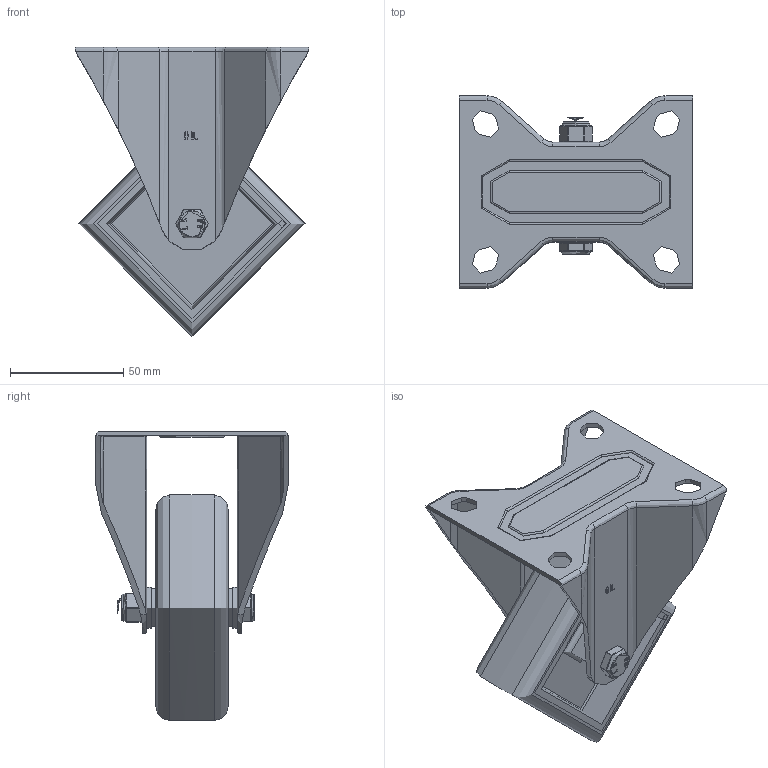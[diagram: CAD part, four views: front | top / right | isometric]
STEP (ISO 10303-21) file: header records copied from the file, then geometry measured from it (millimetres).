
FILE_DESCRIPTION(/* description */ ('','CAx-IF Rec.Pracs.---Representation and Presentation of Product Manufacturing Information (PMI)---4.0---2014-10-13'),/* implementation_level */ '2;1');
FILE_NAME(/* name */ 'BZMMF100GREC.step',/* time_stamp */ '2025-01-06T10:00:32Z',/* author */ (''),/* organization */ (''),/* preprocessor_version */ 'ST-DEVELOPER v20',/* originating_system */ 'Autodesk Translation Framework v13.20.0.188',/* authorisation */ '');
FILE_SCHEMA (('AP242_MANAGED_MODEL_BASED_3D_ENGINEERING_MIM_LF { 1 0 10303 442 1 1 4 }'));
Length unit declared in the file: millimetre
Products named in the file (21): BZMMF100GREC; BZMMF100AS v1; BZMMF100AS; ZINC PLATED, PRESSED STEEL BRACKET; BZM100WGREC v1; 85 SHORE A ELECTRICALLY CONDUCTIVE RUBBER; NYLON RIM; NYLON RIM Geometry; SPOT; TUBEM12X40 v1; ZINC PLATED STEEL TUBE; WP12X18X2.5BLK v1; FLAT NYLON WASHER; WP12X18X2.5BLK v1 (1); FLAT NYLON WASHER (1); HEXBOLTM8X55Z8.8 v2; GRADE 8.8 ZINC PLATED BOLT; NYLOCM8Z v1; NYLOC NUT; NUT; RUBBER
Assembly tree (20 placements, depth 4):
  BZMMF100GREC
    BZMMF100AS v1
      BZMMF100AS
      ZINC PLATED, PRESSED STEEL BRACKET
    BZM100WGREC v1
      85 SHORE A ELECTRICALLY CONDUCTIVE RUBBER
      NYLON RIM
        NYLON RIM Geometry
        SPOT
    TUBEM12X40 v1
      ZINC PLATED STEEL TUBE
    WP12X18X2.5BLK v1
      FLAT NYLON WASHER
    WP12X18X2.5BLK v1 (1)
      FLAT NYLON WASHER (1)
    HEXBOLTM8X55Z8.8 v2
      GRADE 8.8 ZINC PLATED BOLT
    NYLOCM8Z v1
      NYLOC NUT
        NUT
        RUBBER
Bounding box: 103 x 85 x 127.98 mm (x, y, z)
Volume: 179673.1 mm3; surface area: 93001.3 mm2
Topology: 10 solids, 10 shells, 402 faces, 952 edges, 589 vertices
Faces by surface type: cylinder 170, plane 132, bspline 37, torus 34, sphere 24, cone 5
Full cylindrical faces by diameter (mm): 0.664 x2, 3 x2, 6.446 x7, 7.866 x13, 8 x3, 8.25 x2, 8.4 x1, 8.6 x2, 10.1 x1, 11.5 x1, 11.9 x1, 12.1 x1, 12.4 x2, 17 x2, 18 x2, 83.5 x2
Entity records: 17244 total; most frequent: CARTESIAN_POINT 7618, DIRECTION 1900, ORIENTED_EDGE 1892, EDGE_CURVE 946, AXIS2_PLACEMENT_3D 739, VERTEX_POINT 589, EDGE_LOOP 453, LINE 422
